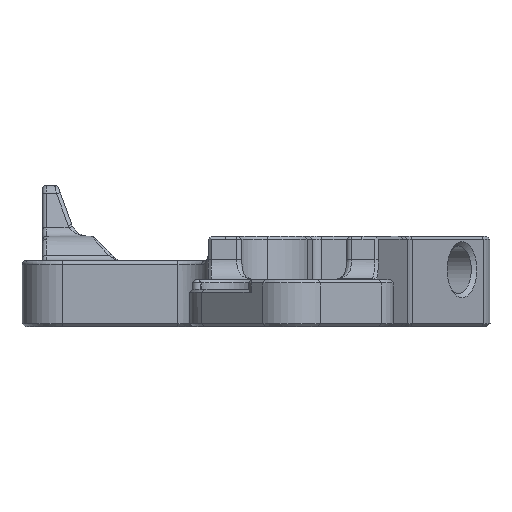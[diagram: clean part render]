
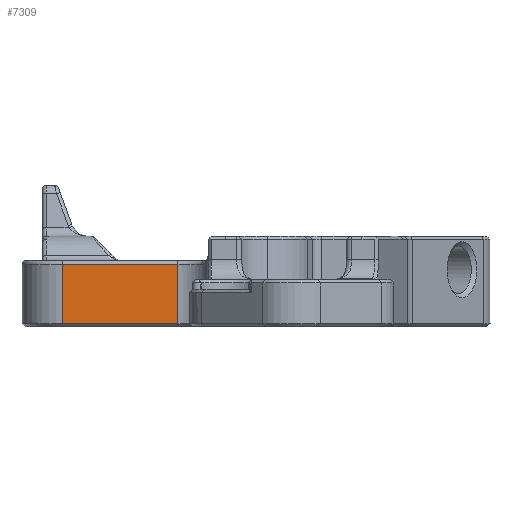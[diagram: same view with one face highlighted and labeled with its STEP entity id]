
A CAD part, left-side view. The second image highlights one B-rep face of the part: STEP entity #7309.
In plain terms, the highlighted planar face has unit normal (-1, 0, 0).
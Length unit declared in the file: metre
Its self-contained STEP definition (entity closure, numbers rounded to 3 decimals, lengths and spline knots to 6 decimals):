
#301=PLANE('',#8004);
#2310=ORIENTED_EDGE('',*,*,#3708,.T.);
#2311=ORIENTED_EDGE('',*,*,#3857,.T.);
#2312=ORIENTED_EDGE('',*,*,#3858,.F.);
#2313=ORIENTED_EDGE('',*,*,#3859,.T.);
#3708=EDGE_CURVE('',#4584,#4583,#4995,.F.);
#3857=EDGE_CURVE('',#4583,#4666,#5066,.F.);
#3858=EDGE_CURVE('',#4667,#4666,#5067,.T.);
#3859=EDGE_CURVE('',#4667,#4584,#5068,.T.);
#4583=VERTEX_POINT('',#13822);
#4584=VERTEX_POINT('',#13826);
#4666=VERTEX_POINT('',#14570);
#4667=VERTEX_POINT('',#14574);
#4995=LINE('',#13827,#5443);
#5066=LINE('',#14571,#5514);
#5067=LINE('',#14573,#5515);
#5068=LINE('',#14575,#5516);
#5443=VECTOR('',#9264,1.);
#5514=VECTOR('',#9565,1.);
#5515=VECTOR('',#9568,1.);
#5516=VECTOR('',#9569,1.);
#6012=EDGE_LOOP('',(#2310,#2311,#2312,#2313));
#6631=FACE_BOUND('',#6012,.T.);
#7309=ADVANCED_FACE('',(#6631),#301,.T.);
#8004=AXIS2_PLACEMENT_3D('',#14572,#9566,#9567);
#9264=DIRECTION('',(0.,-1.,0.));
#9565=DIRECTION('',(0.,0.,1.));
#9566=DIRECTION('',(-1.,0.,0.));
#9567=DIRECTION('',(0.,-1.,0.));
#9568=DIRECTION('',(0.,1.,0.));
#9569=DIRECTION('',(0.,0.,1.));
#13822=CARTESIAN_POINT('',(-0.013155,0.041738,0.0051));
#13826=CARTESIAN_POINT('',(-0.013155,0.030413,0.0051));
#13827=CARTESIAN_POINT('',(-0.013155,0.045738,0.0051));
#14570=CARTESIAN_POINT('',(-0.013155,0.041738,-0.0007));
#14571=CARTESIAN_POINT('',(-0.013155,0.041738,-0.001));
#14572=CARTESIAN_POINT('',(-0.013155,0.045738,-0.001));
#14573=CARTESIAN_POINT('',(-0.013155,0.029656,-0.0007));
#14574=CARTESIAN_POINT('',(-0.013155,0.030413,-0.0007));
#14575=CARTESIAN_POINT('',(-0.013155,0.030413,-0.001));
